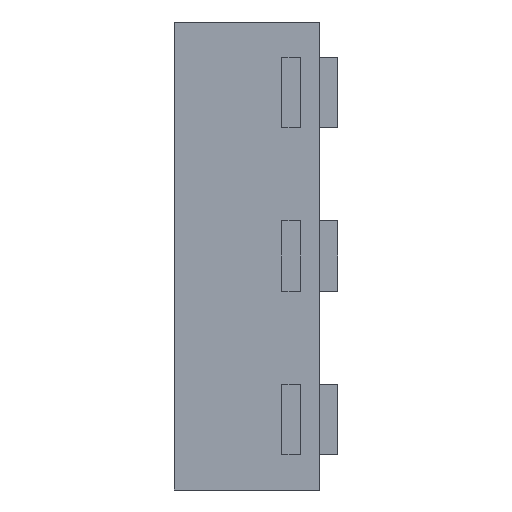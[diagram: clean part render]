
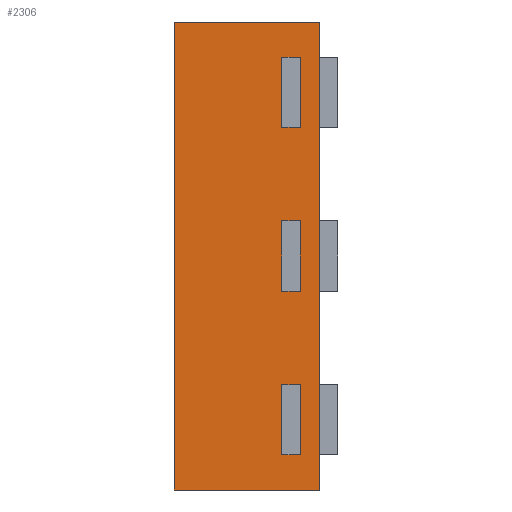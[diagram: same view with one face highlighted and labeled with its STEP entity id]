
A CAD part, left-side view. The second image highlights one B-rep face of the part: STEP entity #2306.
In plain terms, the highlighted planar face has unit normal (-1, 0, 0).
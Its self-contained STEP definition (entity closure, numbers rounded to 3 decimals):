
#47 = VECTOR ( 'NONE', #4666, 1000. ) ;
#74 = LINE ( 'NONE', #2309, #792 ) ;
#144 = EDGE_CURVE ( 'NONE', #1825, #3038, #3542, .T. ) ;
#174 = LINE ( 'NONE', #2593, #47 ) ;
#202 = FACE_OUTER_BOUND ( 'NONE', #2626, .T. ) ;
#274 = CARTESIAN_POINT ( 'NONE',  ( -0.5, 0.08, -0.075 ) ) ;
#340 = LINE ( 'NONE', #2388, #4626 ) ;
#482 = CARTESIAN_POINT ( 'NONE',  ( -0.5, 0.04, -0.5 ) ) ;
#502 = ORIENTED_EDGE ( 'NONE', *, *, #4133, .F. ) ;
#658 = FACE_BOUND ( 'NONE', #5198, .T. ) ;
#672 = ORIENTED_EDGE ( 'NONE', *, *, #3377, .F. ) ;
#733 = CARTESIAN_POINT ( 'NONE',  ( -0.5, 0.08, 0.425 ) ) ;
#742 = VERTEX_POINT ( 'NONE', #2869 ) ;
#791 = CARTESIAN_POINT ( 'NONE',  ( -0.5, 0.08, -0.425 ) ) ;
#792 = VECTOR ( 'NONE', #3958, 1000. ) ;
#818 = CARTESIAN_POINT ( 'NONE',  ( -0.5, 2.114, -0.5 ) ) ;
#828 = VECTOR ( 'NONE', #4932, 1000. ) ;
#842 = EDGE_CURVE ( 'NONE', #3101, #1979, #2304, .T. ) ;
#881 = VECTOR ( 'NONE', #4155, 1000. ) ;
#935 = VECTOR ( 'NONE', #2550, 1000. ) ;
#977 = VERTEX_POINT ( 'NONE', #4697 ) ;
#999 = VECTOR ( 'NONE', #4577, 1000. ) ;
#1014 = CARTESIAN_POINT ( 'NONE',  ( -0.5, 0.08, 0.275 ) ) ;
#1116 = DIRECTION ( 'NONE',  ( 0., 0., 1. ) ) ;
#1140 = ORIENTED_EDGE ( 'NONE', *, *, #2756, .F. ) ;
#1160 = ORIENTED_EDGE ( 'NONE', *, *, #1949, .F. ) ;
#1162 = ORIENTED_EDGE ( 'NONE', *, *, #842, .F. ) ;
#1218 = EDGE_CURVE ( 'NONE', #3101, #4845, #2305, .T. ) ;
#1229 = DIRECTION ( 'NONE',  ( 0., -1., 0. ) ) ;
#1385 = LINE ( 'NONE', #3012, #3963 ) ;
#1414 = ORIENTED_EDGE ( 'NONE', *, *, #2018, .F. ) ;
#1490 = DIRECTION ( 'NONE',  ( 0., 1., 0. ) ) ;
#1542 = DIRECTION ( 'NONE',  ( 0., 0., -1. ) ) ;
#1558 = VERTEX_POINT ( 'NONE', #2266 ) ;
#1603 = ORIENTED_EDGE ( 'NONE', *, *, #4274, .F. ) ;
#1625 = CARTESIAN_POINT ( 'NONE',  ( -0.5, 0.08, -0.275 ) ) ;
#1668 = EDGE_CURVE ( 'NONE', #4845, #4208, #340, .T. ) ;
#1674 = VECTOR ( 'NONE', #3000, 1000. ) ;
#1774 = EDGE_CURVE ( 'NONE', #4652, #2281, #3325, .T. ) ;
#1825 = VERTEX_POINT ( 'NONE', #2418 ) ;
#1835 = DIRECTION ( 'NONE',  ( 0., -1., 0. ) ) ;
#1863 = VERTEX_POINT ( 'NONE', #4507 ) ;
#1904 = VECTOR ( 'NONE', #4284, 1000. ) ;
#1946 = PLANE ( 'NONE',  #3345 ) ;
#1949 = EDGE_CURVE ( 'NONE', #4379, #1825, #2495, .T. ) ;
#1979 = VERTEX_POINT ( 'NONE', #4252 ) ;
#2003 = ORIENTED_EDGE ( 'NONE', *, *, #1774, .F. ) ;
#2018 = EDGE_CURVE ( 'NONE', #2281, #4780, #1385, .T. ) ;
#2105 = CARTESIAN_POINT ( 'NONE',  ( -0.5, 0.12, 0.075 ) ) ;
#2219 = ORIENTED_EDGE ( 'NONE', *, *, #4923, .F. ) ;
#2228 = CARTESIAN_POINT ( 'NONE',  ( -0.5, 0.08, 0.275 ) ) ;
#2266 = CARTESIAN_POINT ( 'NONE',  ( -0.5, 0.12, 0.275 ) ) ;
#2281 = VERTEX_POINT ( 'NONE', #2399 ) ;
#2291 = CARTESIAN_POINT ( 'NONE',  ( -0.5, 0.35, -0.5 ) ) ;
#2304 = LINE ( 'NONE', #4999, #881 ) ;
#2305 = LINE ( 'NONE', #818, #2955 ) ;
#2306 = ADVANCED_FACE ( 'NONE', ( #2804, #3511, #202, #658 ), #1946, .F. ) ;
#2309 = CARTESIAN_POINT ( 'NONE',  ( -0.5, 2.114, 0.5 ) ) ;
#2361 = VECTOR ( 'NONE', #1116, 1000. ) ;
#2388 = CARTESIAN_POINT ( 'NONE',  ( -0.5, 0.04, 0.5 ) ) ;
#2399 = CARTESIAN_POINT ( 'NONE',  ( -0.5, 0.08, 0.075 ) ) ;
#2418 = CARTESIAN_POINT ( 'NONE',  ( -0.5, 0.08, -0.275 ) ) ;
#2452 = LINE ( 'NONE', #733, #4049 ) ;
#2495 = LINE ( 'NONE', #3046, #1904 ) ;
#2520 = DIRECTION ( 'NONE',  ( 0., 0., -1. ) ) ;
#2545 = EDGE_CURVE ( 'NONE', #3038, #977, #3119, .T. ) ;
#2550 = DIRECTION ( 'NONE',  ( 0., 0., -1. ) ) ;
#2593 = CARTESIAN_POINT ( 'NONE',  ( -0.5, 0.08, -0.075 ) ) ;
#2626 = EDGE_LOOP ( 'NONE', ( #1162, #5187, #3556, #3228 ) ) ;
#2756 = EDGE_CURVE ( 'NONE', #742, #1558, #2995, .T. ) ;
#2804 = FACE_BOUND ( 'NONE', #2843, .T. ) ;
#2843 = EDGE_LOOP ( 'NONE', ( #2003, #502, #672, #1414 ) ) ;
#2869 = CARTESIAN_POINT ( 'NONE',  ( -0.5, 0.12, 0.425 ) ) ;
#2882 = CARTESIAN_POINT ( 'NONE',  ( -0.5, 0.08, -0.425 ) ) ;
#2955 = VECTOR ( 'NONE', #1229, 1000. ) ;
#2995 = LINE ( 'NONE', #3681, #3632 ) ;
#3000 = DIRECTION ( 'NONE',  ( 0., 0., 1. ) ) ;
#3004 = CARTESIAN_POINT ( 'NONE',  ( -0.5, 0.12, -0.425 ) ) ;
#3012 = CARTESIAN_POINT ( 'NONE',  ( -0.5, 0.08, 0.075 ) ) ;
#3038 = VERTEX_POINT ( 'NONE', #4271 ) ;
#3046 = CARTESIAN_POINT ( 'NONE',  ( -0.5, 0.08, -0.425 ) ) ;
#3064 = EDGE_CURVE ( 'NONE', #1979, #4208, #74, .T. ) ;
#3077 = DIRECTION ( 'NONE',  ( 0., 1., 0. ) ) ;
#3101 = VERTEX_POINT ( 'NONE', #2291 ) ;
#3119 = LINE ( 'NONE', #3004, #935 ) ;
#3124 = ORIENTED_EDGE ( 'NONE', *, *, #2545, .F. ) ;
#3125 = ORIENTED_EDGE ( 'NONE', *, *, #144, .F. ) ;
#3213 = DIRECTION ( 'NONE',  ( 1., 0., 0. ) ) ;
#3228 = ORIENTED_EDGE ( 'NONE', *, *, #3064, .F. ) ;
#3325 = LINE ( 'NONE', #274, #2361 ) ;
#3345 = AXIS2_PLACEMENT_3D ( 'NONE', #4901, #3213, #1542 ) ;
#3377 = EDGE_CURVE ( 'NONE', #4780, #1863, #4299, .T. ) ;
#3388 = CARTESIAN_POINT ( 'NONE',  ( -0.5, 0.08, 0.425 ) ) ;
#3448 = EDGE_CURVE ( 'NONE', #977, #4379, #4421, .T. ) ;
#3511 = FACE_BOUND ( 'NONE', #3870, .T. ) ;
#3542 = LINE ( 'NONE', #1625, #828 ) ;
#3556 = ORIENTED_EDGE ( 'NONE', *, *, #1668, .T. ) ;
#3585 = DIRECTION ( 'NONE',  ( 0., 0., 1. ) ) ;
#3599 = ORIENTED_EDGE ( 'NONE', *, *, #3448, .F. ) ;
#3632 = VECTOR ( 'NONE', #2520, 1000. ) ;
#3649 = VECTOR ( 'NONE', #4933, 1000. ) ;
#3681 = CARTESIAN_POINT ( 'NONE',  ( -0.5, 0.12, 0.275 ) ) ;
#3791 = VECTOR ( 'NONE', #1835, 1000. ) ;
#3796 = CARTESIAN_POINT ( 'NONE',  ( -0.5, 0.08, 0.275 ) ) ;
#3870 = EDGE_LOOP ( 'NONE', ( #1160, #3599, #3124, #3125 ) ) ;
#3958 = DIRECTION ( 'NONE',  ( 0., -1., 0. ) ) ;
#3963 = VECTOR ( 'NONE', #3077, 1000. ) ;
#4049 = VECTOR ( 'NONE', #1490, 1000. ) ;
#4079 = EDGE_CURVE ( 'NONE', #5220, #4762, #4259, .T. ) ;
#4133 = EDGE_CURVE ( 'NONE', #1863, #4652, #174, .T. ) ;
#4155 = DIRECTION ( 'NONE',  ( 0., 0., 1. ) ) ;
#4208 = VERTEX_POINT ( 'NONE', #5119 ) ;
#4252 = CARTESIAN_POINT ( 'NONE',  ( -0.5, 0.35, 0.5 ) ) ;
#4259 = LINE ( 'NONE', #2228, #1674 ) ;
#4271 = CARTESIAN_POINT ( 'NONE',  ( -0.5, 0.12, -0.275 ) ) ;
#4274 = EDGE_CURVE ( 'NONE', #4762, #742, #2452, .T. ) ;
#4284 = DIRECTION ( 'NONE',  ( 0., 0., 1. ) ) ;
#4299 = LINE ( 'NONE', #5319, #3649 ) ;
#4379 = VERTEX_POINT ( 'NONE', #791 ) ;
#4421 = LINE ( 'NONE', #2882, #999 ) ;
#4507 = CARTESIAN_POINT ( 'NONE',  ( -0.5, 0.12, -0.075 ) ) ;
#4577 = DIRECTION ( 'NONE',  ( 0., -1., 0. ) ) ;
#4626 = VECTOR ( 'NONE', #3585, 1000. ) ;
#4652 = VERTEX_POINT ( 'NONE', #5358 ) ;
#4666 = DIRECTION ( 'NONE',  ( 0., -1., 0. ) ) ;
#4697 = CARTESIAN_POINT ( 'NONE',  ( -0.5, 0.12, -0.425 ) ) ;
#4762 = VERTEX_POINT ( 'NONE', #3388 ) ;
#4780 = VERTEX_POINT ( 'NONE', #2105 ) ;
#4827 = LINE ( 'NONE', #1014, #3791 ) ;
#4845 = VERTEX_POINT ( 'NONE', #482 ) ;
#4901 = CARTESIAN_POINT ( 'NONE',  ( -0.5, 2.114, 0.5 ) ) ;
#4923 = EDGE_CURVE ( 'NONE', #1558, #5220, #4827, .T. ) ;
#4932 = DIRECTION ( 'NONE',  ( 0., 1., 0. ) ) ;
#4933 = DIRECTION ( 'NONE',  ( 0., 0., -1. ) ) ;
#4999 = CARTESIAN_POINT ( 'NONE',  ( -0.5, 0.35, 0.5 ) ) ;
#5119 = CARTESIAN_POINT ( 'NONE',  ( -0.5, 0.04, 0.5 ) ) ;
#5187 = ORIENTED_EDGE ( 'NONE', *, *, #1218, .T. ) ;
#5198 = EDGE_LOOP ( 'NONE', ( #2219, #1140, #1603, #5318 ) ) ;
#5220 = VERTEX_POINT ( 'NONE', #3796 ) ;
#5318 = ORIENTED_EDGE ( 'NONE', *, *, #4079, .F. ) ;
#5319 = CARTESIAN_POINT ( 'NONE',  ( -0.5, 0.12, -0.075 ) ) ;
#5358 = CARTESIAN_POINT ( 'NONE',  ( -0.5, 0.08, -0.075 ) ) ;
